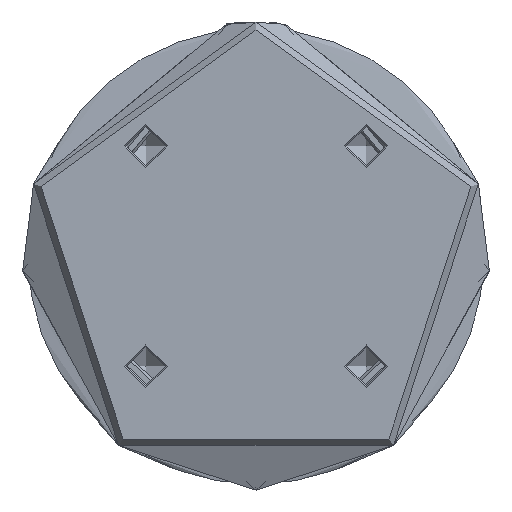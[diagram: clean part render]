
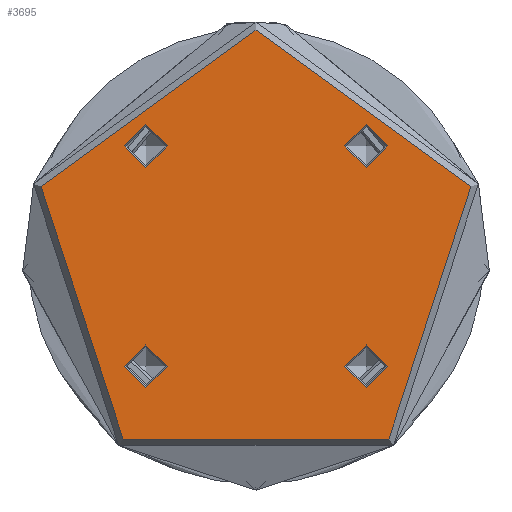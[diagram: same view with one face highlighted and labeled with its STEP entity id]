
A CAD part, front view. The second image highlights one B-rep face of the part: STEP entity #3695.
In plain terms, the highlighted face is planar.
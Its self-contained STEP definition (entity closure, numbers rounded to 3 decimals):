
#200 = AXIS2_PLACEMENT_3D ( 'NONE', #3118, #6752, #3663 ) ;
#224 = ORIENTED_EDGE ( 'NONE', *, *, #1244, .F. ) ;
#340 = EDGE_LOOP ( 'NONE', ( #224 ) ) ;
#476 = EDGE_CURVE ( 'NONE', #1214, #1214, #4405, .T. ) ;
#556 = DIRECTION ( 'NONE',  ( -1., 0., 0. ) ) ;
#587 = CIRCLE ( 'NONE', #3138, 5.5 ) ;
#653 = DIRECTION ( 'NONE',  ( 0., 0., -1. ) ) ;
#665 = FACE_BOUND ( 'NONE', #5907, .T. ) ;
#699 = AXIS2_PLACEMENT_3D ( 'NONE', #3592, #653, #4104 ) ;
#719 = AXIS2_PLACEMENT_3D ( 'NONE', #2552, #6218, #3119 ) ;
#728 = CARTESIAN_POINT ( 'NONE',  ( 58., 0., 0. ) ) ;
#729 = FACE_BOUND ( 'NONE', #1252, .T. ) ;
#736 = FACE_BOUND ( 'NONE', #340, .T. ) ;
#1049 = ORIENTED_EDGE ( 'NONE', *, *, #476, .F. ) ;
#1214 = VERTEX_POINT ( 'NONE', #1794 ) ;
#1244 = EDGE_CURVE ( 'NONE', #2488, #2488, #587, .T. ) ;
#1252 = EDGE_LOOP ( 'NONE', ( #1049 ) ) ;
#1497 = ORIENTED_EDGE ( 'NONE', *, *, #4008, .T. ) ;
#1616 = DIRECTION ( 'NONE',  ( 0., 0., 1. ) ) ;
#1794 = CARTESIAN_POINT ( 'NONE',  ( 33.784, 28.284, 0. ) ) ;
#2488 = VERTEX_POINT ( 'NONE', #2885 ) ;
#2512 = CARTESIAN_POINT ( 'NONE',  ( 0., 0., 0. ) ) ;
#2552 = CARTESIAN_POINT ( 'NONE',  ( 28.284, -28.284, 0. ) ) ;
#2595 = CIRCLE ( 'NONE', #719, 5.5 ) ;
#2816 = EDGE_LOOP ( 'NONE', ( #1497 ) ) ;
#2820 = FACE_BOUND ( 'NONE', #2816, .T. ) ;
#2825 = FACE_OUTER_BOUND ( 'NONE', #3747, .T. ) ;
#2885 = CARTESIAN_POINT ( 'NONE',  ( -33.784, -28.284, 0. ) ) ;
#3038 = PLANE ( 'NONE',  #699 ) ;
#3075 = DIRECTION ( 'NONE',  ( 1., 0., 0. ) ) ;
#3086 = AXIS2_PLACEMENT_3D ( 'NONE', #2512, #6175, #3075 ) ;
#3118 = CARTESIAN_POINT ( 'NONE',  ( 28.284, 28.284, 0. ) ) ;
#3119 = DIRECTION ( 'NONE',  ( 1., 0., 0. ) ) ;
#3138 = AXIS2_PLACEMENT_3D ( 'NONE', #4805, #1616, #5320 ) ;
#3592 = CARTESIAN_POINT ( 'NONE',  ( 0., 0., 0. ) ) ;
#3663 = DIRECTION ( 'NONE',  ( 1., 0., 0. ) ) ;
#3695 = ADVANCED_FACE ( 'NONE', ( #736, #665, #2820, #729, #2825 ), #3038, .F. ) ;
#3747 = EDGE_LOOP ( 'NONE', ( #4384 ) ) ;
#3842 = DIRECTION ( 'NONE',  ( 0., 0., -1. ) ) ;
#3979 = CARTESIAN_POINT ( 'NONE',  ( -33.784, 28.284, 0. ) ) ;
#4008 = EDGE_CURVE ( 'NONE', #6016, #6016, #5306, .T. ) ;
#4104 = DIRECTION ( 'NONE',  ( -1., 0., 0. ) ) ;
#4203 = ORIENTED_EDGE ( 'NONE', *, *, #5871, .T. ) ;
#4384 = ORIENTED_EDGE ( 'NONE', *, *, #5856, .T. ) ;
#4405 = CIRCLE ( 'NONE', #200, 5.5 ) ;
#4504 = CARTESIAN_POINT ( 'NONE',  ( 33.784, -28.284, 0. ) ) ;
#4805 = CARTESIAN_POINT ( 'NONE',  ( -28.284, -28.284, 0. ) ) ;
#4985 = CIRCLE ( 'NONE', #3086, 58. ) ;
#5306 = CIRCLE ( 'NONE', #6271, 5.5 ) ;
#5320 = DIRECTION ( 'NONE',  ( -1., 0., 0. ) ) ;
#5537 = VERTEX_POINT ( 'NONE', #4504 ) ;
#5856 = EDGE_CURVE ( 'NONE', #6923, #6923, #4985, .T. ) ;
#5871 = EDGE_CURVE ( 'NONE', #5537, #5537, #2595, .T. ) ;
#5907 = EDGE_LOOP ( 'NONE', ( #4203 ) ) ;
#6016 = VERTEX_POINT ( 'NONE', #3979 ) ;
#6175 = DIRECTION ( 'NONE',  ( 0., 0., 1. ) ) ;
#6218 = DIRECTION ( 'NONE',  ( 0., 0., -1. ) ) ;
#6271 = AXIS2_PLACEMENT_3D ( 'NONE', #6931, #3842, #556 ) ;
#6752 = DIRECTION ( 'NONE',  ( 0., 0., 1. ) ) ;
#6923 = VERTEX_POINT ( 'NONE', #728 ) ;
#6931 = CARTESIAN_POINT ( 'NONE',  ( -28.284, 28.284, 0. ) ) ;
